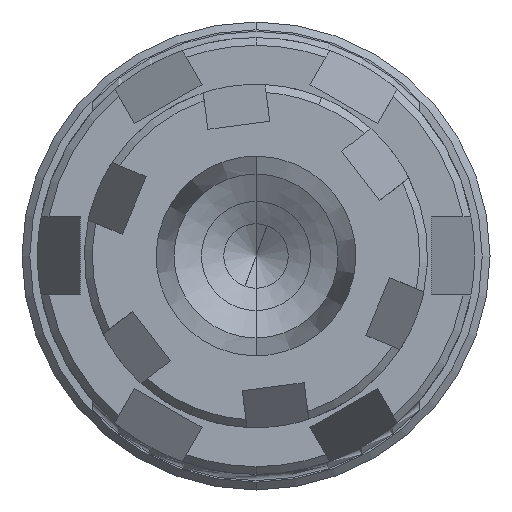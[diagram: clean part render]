
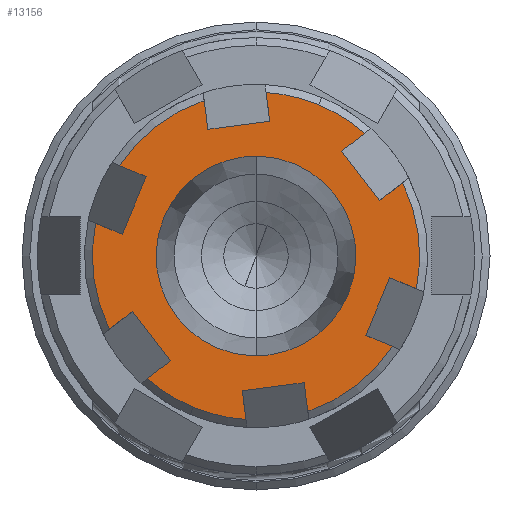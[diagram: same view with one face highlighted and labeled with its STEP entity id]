
A CAD part, front view. The second image highlights one B-rep face of the part: STEP entity #13156.
In plain terms, the highlighted face is planar.
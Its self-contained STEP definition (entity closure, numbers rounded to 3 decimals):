
#12872=CARTESIAN_POINT('',(0.,5.957,-6.318));
#12873=VERTEX_POINT('',#12872);
#12880=CARTESIAN_POINT('',(-0.,2.493,-8.318));
#12881=VERTEX_POINT('',#12880);
#12882=CARTESIAN_POINT('',(0.,5.957,-6.318));
#12883=DIRECTION('',(-0.,-0.866,-0.5));
#12884=VECTOR('',#12883,4.);
#12885=LINE('',#12882,#12884);
#12886=EDGE_CURVE('',#12873,#12881,#12885,.T.);
#12904=CARTESIAN_POINT('',(-0.,3.422,-9.927));
#12905=VERTEX_POINT('',#12904);
#12920=CARTESIAN_POINT('',(-0.,3.422,-9.927));
#12921=DIRECTION('',(0.,-0.5,0.866));
#12922=VECTOR('',#12921,1.858);
#12923=LINE('',#12920,#12922);
#12924=EDGE_CURVE('',#12905,#12881,#12923,.T.);
#12929=CARTESIAN_POINT('',(0.,0.,11.));
#12930=DIRECTION('',(1.,0.,0.));
#12931=DIRECTION('',(0.,1.,0.));
#12932=AXIS2_PLACEMENT_3D('',#12929,#12930,#12931);
#12933=PLANE('',#12932);
#12934=CARTESIAN_POINT('',(-0.,6.886,-7.927));
#12935=VERTEX_POINT('',#12934);
#12936=CARTESIAN_POINT('',(-0.,6.886,-7.927));
#12937=DIRECTION('',(0.,-0.5,0.866));
#12938=VECTOR('',#12937,1.858);
#12939=LINE('',#12936,#12938);
#12940=EDGE_CURVE('',#12935,#12873,#12939,.T.);
#12941=ORIENTED_EDGE('',*,*,#12940,.F.);
#12942=CARTESIAN_POINT('',(0.,10.308,-2.));
#12943=VERTEX_POINT('',#12942);
#12944=CARTESIAN_POINT('',(0.,0.,0.));
#12945=DIRECTION('',(1.,0.,0.));
#12946=DIRECTION('',(0.,0.,-1.));
#12947=AXIS2_PLACEMENT_3D('',#12944,#12945,#12946);
#12948=CIRCLE('',#12947,10.5);
#12949=EDGE_CURVE('',#12935,#12943,#12948,.T.);
#12950=ORIENTED_EDGE('',*,*,#12949,.T.);
#12951=CARTESIAN_POINT('',(0.,8.45,-2.));
#12952=VERTEX_POINT('',#12951);
#12953=CARTESIAN_POINT('',(0.,10.308,-2.));
#12954=DIRECTION('',(-0.,-1.,0.));
#12955=VECTOR('',#12954,1.858);
#12956=LINE('',#12953,#12955);
#12957=EDGE_CURVE('',#12943,#12952,#12956,.T.);
#12958=ORIENTED_EDGE('',*,*,#12957,.T.);
#12959=CARTESIAN_POINT('',(0.,8.45,2.));
#12960=VERTEX_POINT('',#12959);
#12961=CARTESIAN_POINT('',(0.,8.45,2.));
#12962=DIRECTION('',(0.,0.,-1.));
#12963=VECTOR('',#12962,4.);
#12964=LINE('',#12961,#12963);
#12965=EDGE_CURVE('',#12960,#12952,#12964,.T.);
#12966=ORIENTED_EDGE('',*,*,#12965,.F.);
#12967=CARTESIAN_POINT('',(0.,10.308,2.));
#12968=VERTEX_POINT('',#12967);
#12969=CARTESIAN_POINT('',(0.,10.308,2.));
#12970=DIRECTION('',(-0.,-1.,-0.));
#12971=VECTOR('',#12970,1.858);
#12972=LINE('',#12969,#12971);
#12973=EDGE_CURVE('',#12968,#12960,#12972,.T.);
#12974=ORIENTED_EDGE('',*,*,#12973,.F.);
#12975=CARTESIAN_POINT('',(-0.,6.886,7.927));
#12976=VERTEX_POINT('',#12975);
#12977=CARTESIAN_POINT('',(0.,0.,0.));
#12978=DIRECTION('',(1.,0.,0.));
#12979=DIRECTION('',(0.,0.,-1.));
#12980=AXIS2_PLACEMENT_3D('',#12977,#12978,#12979);
#12981=CIRCLE('',#12980,10.5);
#12982=EDGE_CURVE('',#12968,#12976,#12981,.T.);
#12983=ORIENTED_EDGE('',*,*,#12982,.T.);
#12984=CARTESIAN_POINT('',(0.,5.957,6.318));
#12985=VERTEX_POINT('',#12984);
#12986=CARTESIAN_POINT('',(-0.,6.886,7.927));
#12987=DIRECTION('',(0.,-0.5,-0.866));
#12988=VECTOR('',#12987,1.858);
#12989=LINE('',#12986,#12988);
#12990=EDGE_CURVE('',#12976,#12985,#12989,.T.);
#12991=ORIENTED_EDGE('',*,*,#12990,.T.);
#12992=CARTESIAN_POINT('',(0.,2.493,8.318));
#12993=VERTEX_POINT('',#12992);
#12994=CARTESIAN_POINT('',(0.,2.493,8.318));
#12995=DIRECTION('',(0.,0.866,-0.5));
#12996=VECTOR('',#12995,4.);
#12997=LINE('',#12994,#12996);
#12998=EDGE_CURVE('',#12993,#12985,#12997,.T.);
#12999=ORIENTED_EDGE('',*,*,#12998,.F.);
#13000=CARTESIAN_POINT('',(-0.,3.422,9.927));
#13001=VERTEX_POINT('',#13000);
#13002=CARTESIAN_POINT('',(-0.,3.422,9.927));
#13003=DIRECTION('',(0.,-0.5,-0.866));
#13004=VECTOR('',#13003,1.858);
#13005=LINE('',#13002,#13004);
#13006=EDGE_CURVE('',#13001,#12993,#13005,.T.);
#13007=ORIENTED_EDGE('',*,*,#13006,.F.);
#13008=CARTESIAN_POINT('',(-0.,0.,10.5));
#13009=VERTEX_POINT('',#13008);
#13010=CARTESIAN_POINT('',(0.,0.,0.));
#13011=DIRECTION('',(1.,0.,0.));
#13012=DIRECTION('',(0.,0.,-1.));
#13013=AXIS2_PLACEMENT_3D('',#13010,#13011,#13012);
#13014=CIRCLE('',#13013,10.5);
#13015=EDGE_CURVE('',#13001,#13009,#13014,.T.);
#13016=ORIENTED_EDGE('',*,*,#13015,.T.);
#13017=CARTESIAN_POINT('',(-0.,-3.422,9.927));
#13018=VERTEX_POINT('',#13017);
#13019=CARTESIAN_POINT('',(0.,0.,0.));
#13020=DIRECTION('',(1.,0.,0.));
#13021=DIRECTION('',(0.,0.,-1.));
#13022=AXIS2_PLACEMENT_3D('',#13019,#13020,#13021);
#13023=CIRCLE('',#13022,10.5);
#13024=EDGE_CURVE('',#13009,#13018,#13023,.T.);
#13025=ORIENTED_EDGE('',*,*,#13024,.T.);
#13026=CARTESIAN_POINT('',(0.,-2.493,8.318));
#13027=VERTEX_POINT('',#13026);
#13028=CARTESIAN_POINT('',(-0.,-3.422,9.927));
#13029=DIRECTION('',(0.,0.5,-0.866));
#13030=VECTOR('',#13029,1.858);
#13031=LINE('',#13028,#13030);
#13032=EDGE_CURVE('',#13018,#13027,#13031,.T.);
#13033=ORIENTED_EDGE('',*,*,#13032,.T.);
#13034=CARTESIAN_POINT('',(0.,-5.957,6.318));
#13035=VERTEX_POINT('',#13034);
#13036=CARTESIAN_POINT('',(-0.,-5.957,6.318));
#13037=DIRECTION('',(0.,0.866,0.5));
#13038=VECTOR('',#13037,4.);
#13039=LINE('',#13036,#13038);
#13040=EDGE_CURVE('',#13035,#13027,#13039,.T.);
#13041=ORIENTED_EDGE('',*,*,#13040,.F.);
#13042=CARTESIAN_POINT('',(-0.,-6.886,7.927));
#13043=VERTEX_POINT('',#13042);
#13044=CARTESIAN_POINT('',(-0.,-6.886,7.927));
#13045=DIRECTION('',(0.,0.5,-0.866));
#13046=VECTOR('',#13045,1.858);
#13047=LINE('',#13044,#13046);
#13048=EDGE_CURVE('',#13043,#13035,#13047,.T.);
#13049=ORIENTED_EDGE('',*,*,#13048,.F.);
#13050=CARTESIAN_POINT('',(0.,-10.308,2.));
#13051=VERTEX_POINT('',#13050);
#13052=CARTESIAN_POINT('',(0.,0.,0.));
#13053=DIRECTION('',(1.,0.,0.));
#13054=DIRECTION('',(0.,0.,-1.));
#13055=AXIS2_PLACEMENT_3D('',#13052,#13053,#13054);
#13056=CIRCLE('',#13055,10.5);
#13057=EDGE_CURVE('',#13043,#13051,#13056,.T.);
#13058=ORIENTED_EDGE('',*,*,#13057,.T.);
#13059=CARTESIAN_POINT('',(-0.,-8.45,2.));
#13060=VERTEX_POINT('',#13059);
#13061=CARTESIAN_POINT('',(0.,-10.308,2.));
#13062=DIRECTION('',(-0.,1.,-0.));
#13063=VECTOR('',#13062,1.858);
#13064=LINE('',#13061,#13063);
#13065=EDGE_CURVE('',#13051,#13060,#13064,.T.);
#13066=ORIENTED_EDGE('',*,*,#13065,.T.);
#13067=CARTESIAN_POINT('',(0.,-8.45,-2.));
#13068=VERTEX_POINT('',#13067);
#13069=CARTESIAN_POINT('',(0.,-8.45,-2.));
#13070=DIRECTION('',(-0.,0.,1.));
#13071=VECTOR('',#13070,4.);
#13072=LINE('',#13069,#13071);
#13073=EDGE_CURVE('',#13068,#13060,#13072,.T.);
#13074=ORIENTED_EDGE('',*,*,#13073,.F.);
#13075=CARTESIAN_POINT('',(0.,-10.308,-2.));
#13076=VERTEX_POINT('',#13075);
#13077=CARTESIAN_POINT('',(0.,-10.308,-2.));
#13078=DIRECTION('',(-0.,1.,0.));
#13079=VECTOR('',#13078,1.858);
#13080=LINE('',#13077,#13079);
#13081=EDGE_CURVE('',#13076,#13068,#13080,.T.);
#13082=ORIENTED_EDGE('',*,*,#13081,.F.);
#13083=CARTESIAN_POINT('',(-0.,-6.886,-7.927));
#13084=VERTEX_POINT('',#13083);
#13085=CARTESIAN_POINT('',(0.,0.,0.));
#13086=DIRECTION('',(1.,0.,0.));
#13087=DIRECTION('',(0.,0.,-1.));
#13088=AXIS2_PLACEMENT_3D('',#13085,#13086,#13087);
#13089=CIRCLE('',#13088,10.5);
#13090=EDGE_CURVE('',#13076,#13084,#13089,.T.);
#13091=ORIENTED_EDGE('',*,*,#13090,.T.);
#13092=CARTESIAN_POINT('',(0.,-5.957,-6.318));
#13093=VERTEX_POINT('',#13092);
#13094=CARTESIAN_POINT('',(-0.,-6.886,-7.927));
#13095=DIRECTION('',(0.,0.5,0.866));
#13096=VECTOR('',#13095,1.858);
#13097=LINE('',#13094,#13096);
#13098=EDGE_CURVE('',#13084,#13093,#13097,.T.);
#13099=ORIENTED_EDGE('',*,*,#13098,.T.);
#13100=CARTESIAN_POINT('',(0.,-2.493,-8.318));
#13101=VERTEX_POINT('',#13100);
#13102=CARTESIAN_POINT('',(-0.,-2.493,-8.318));
#13103=DIRECTION('',(0.,-0.866,0.5));
#13104=VECTOR('',#13103,4.);
#13105=LINE('',#13102,#13104);
#13106=EDGE_CURVE('',#13101,#13093,#13105,.T.);
#13107=ORIENTED_EDGE('',*,*,#13106,.F.);
#13108=CARTESIAN_POINT('',(0.,-3.422,-9.927));
#13109=VERTEX_POINT('',#13108);
#13110=CARTESIAN_POINT('',(-0.,-3.422,-9.927));
#13111=DIRECTION('',(0.,0.5,0.866));
#13112=VECTOR('',#13111,1.858);
#13113=LINE('',#13110,#13112);
#13114=EDGE_CURVE('',#13109,#13101,#13113,.T.);
#13115=ORIENTED_EDGE('',*,*,#13114,.F.);
#13116=CARTESIAN_POINT('',(0.,-0.,-10.5));
#13117=VERTEX_POINT('',#13116);
#13118=CARTESIAN_POINT('',(0.,0.,0.));
#13119=DIRECTION('',(1.,0.,0.));
#13120=DIRECTION('',(0.,0.,-1.));
#13121=AXIS2_PLACEMENT_3D('',#13118,#13119,#13120);
#13122=CIRCLE('',#13121,10.5);
#13123=EDGE_CURVE('',#13109,#13117,#13122,.T.);
#13124=ORIENTED_EDGE('',*,*,#13123,.T.);
#13125=CARTESIAN_POINT('',(0.,0.,0.));
#13126=DIRECTION('',(1.,0.,0.));
#13127=DIRECTION('',(0.,0.,-1.));
#13128=AXIS2_PLACEMENT_3D('',#13125,#13126,#13127);
#13129=CIRCLE('',#13128,10.5);
#13130=EDGE_CURVE('',#13117,#12905,#13129,.T.);
#13131=ORIENTED_EDGE('',*,*,#13130,.T.);
#13132=ORIENTED_EDGE('',*,*,#12924,.T.);
#13133=ORIENTED_EDGE('',*,*,#12886,.F.);
#13134=EDGE_LOOP('',(#12941,#12950,#12958,#12966,#12974,#12983,#12991,#12999,#13007,#13016,#13025,#13033,#13041,#13049,#13058,#13066,#13074,#13082,#13091,#13099,#13107,#13115,#13124,#13131,#13132,#13133));
#13135=FACE_BOUND('',#13134,.T.);
#13136=CARTESIAN_POINT('',(-0.,0.,6.4));
#13137=VERTEX_POINT('',#13136);
#13138=CARTESIAN_POINT('',(0.,-0.,-6.4));
#13139=VERTEX_POINT('',#13138);
#13140=CARTESIAN_POINT('',(0.,0.,0.));
#13141=DIRECTION('',(-1.,0.,0.));
#13142=DIRECTION('',(0.,0.,1.));
#13143=AXIS2_PLACEMENT_3D('',#13140,#13141,#13142);
#13144=CIRCLE('',#13143,6.4);
#13145=EDGE_CURVE('',#13137,#13139,#13144,.T.);
#13146=ORIENTED_EDGE('',*,*,#13145,.T.);
#13147=CARTESIAN_POINT('',(0.,0.,0.));
#13148=DIRECTION('',(-1.,0.,0.));
#13149=DIRECTION('',(0.,0.,1.));
#13150=AXIS2_PLACEMENT_3D('',#13147,#13148,#13149);
#13151=CIRCLE('',#13150,6.4);
#13152=EDGE_CURVE('',#13139,#13137,#13151,.T.);
#13153=ORIENTED_EDGE('',*,*,#13152,.T.);
#13154=EDGE_LOOP('',(#13146,#13153));
#13155=FACE_BOUND('',#13154,.T.);
#13156=ADVANCED_FACE('',(#13135,#13155),#12933,.T.);
